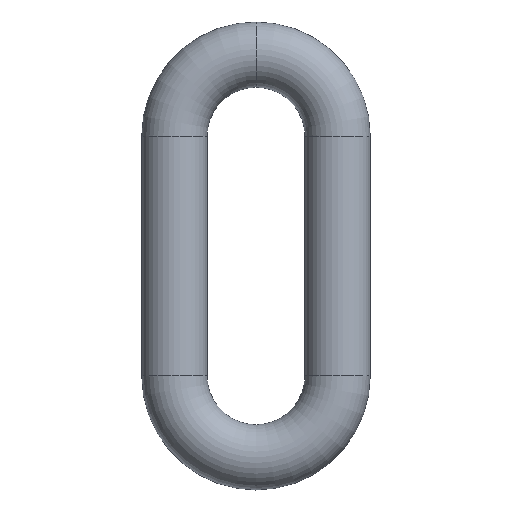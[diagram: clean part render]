
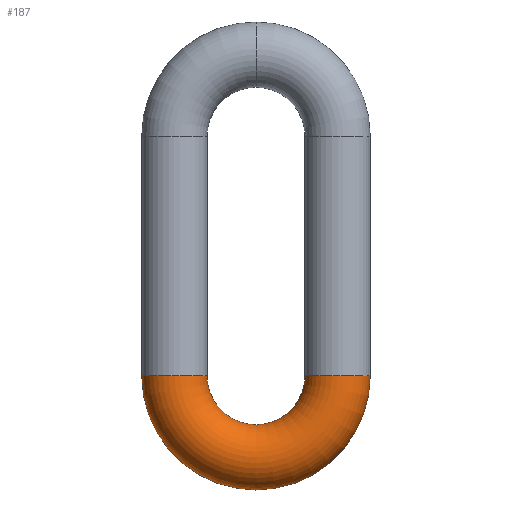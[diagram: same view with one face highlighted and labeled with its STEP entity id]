
A CAD part, front view. The second image highlights one B-rep face of the part: STEP entity #187.
In plain terms, the highlighted toroidal (fillet/blend) face has major radius 7.5 mm and minor radius 3 mm.
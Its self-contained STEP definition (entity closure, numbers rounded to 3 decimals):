
#54 = CIRCLE ( 'NONE', #56, 3. ) ;
#56 = AXIS2_PLACEMENT_3D ( 'NONE', #60, #61, #62 ) ;
#57 = DIRECTION ( 'NONE',  ( 0., 1., 0. ) ) ;
#60 = CARTESIAN_POINT ( 'NONE',  ( 7.5, 0., -11. ) ) ;
#61 = DIRECTION ( 'NONE',  ( 0., 0., -1. ) ) ;
#62 = DIRECTION ( 'NONE',  ( -1., 0., 0. ) ) ;
#76 = CARTESIAN_POINT ( 'NONE',  ( 10.5, 0., -11. ) ) ;
#78 = CARTESIAN_POINT ( 'NONE',  ( -10.5, 0., -11. ) ) ;
#79 = CARTESIAN_POINT ( 'NONE',  ( -4.5, 0., -11. ) ) ;
#85 = CARTESIAN_POINT ( 'NONE',  ( 4.5, 0., -11. ) ) ;
#88 = CARTESIAN_POINT ( 'NONE',  ( 0., 0., -11. ) ) ;
#102 = DIRECTION ( 'NONE',  ( 0., 0., 1. ) ) ;
#126 = DIRECTION ( 'NONE',  ( 0., 0., 1. ) ) ;
#129 = DIRECTION ( 'NONE',  ( 0., 1., 0. ) ) ;
#132 = CARTESIAN_POINT ( 'NONE',  ( 0., 0., -11. ) ) ;
#146 = DIRECTION ( 'NONE',  ( 0., 0., 1. ) ) ;
#147 = DIRECTION ( 'NONE',  ( 0., 1., 0. ) ) ;
#148 = CARTESIAN_POINT ( 'NONE',  ( 0., 0., -11. ) ) ;
#153 = DIRECTION ( 'NONE',  ( 1., 0., 0. ) ) ;
#156 = DIRECTION ( 'NONE',  ( 0., 0., 1. ) ) ;
#157 = CARTESIAN_POINT ( 'NONE',  ( -7.5, 0., -11. ) ) ;
#179 = EDGE_CURVE ( 'NONE', #301, #293, #54, .T. ) ;
#187 = ADVANCED_FACE ( 'NONE', ( #279 ), #221, .T. ) ;
#188 = EDGE_CURVE ( 'NONE', #293, #298, #214, .T. ) ;
#189 = EDGE_CURVE ( 'NONE', #299, #298, #222, .T. ) ;
#193 = EDGE_CURVE ( 'NONE', #301, #299, #342, .T. ) ;
#214 = CIRCLE ( 'NONE', #223, 4.5 ) ;
#220 = AXIS2_PLACEMENT_3D ( 'NONE', #88, #57, #156 ) ;
#221 = TOROIDAL_SURFACE ( 'NONE', #220, 7.5, 3. ) ;
#222 = CIRCLE ( 'NONE', #224, 3. ) ;
#223 = AXIS2_PLACEMENT_3D ( 'NONE', #132, #129, #126 ) ;
#224 = AXIS2_PLACEMENT_3D ( 'NONE', #157, #102, #153 ) ;
#255 = ORIENTED_EDGE ( 'NONE', *, *, #193, .F. ) ;
#256 = ORIENTED_EDGE ( 'NONE', *, *, #179, .T. ) ;
#257 = ORIENTED_EDGE ( 'NONE', *, *, #189, .F. ) ;
#279 = FACE_OUTER_BOUND ( 'NONE', #306, .T. ) ;
#289 = ORIENTED_EDGE ( 'NONE', *, *, #188, .T. ) ;
#293 = VERTEX_POINT ( 'NONE', #85 ) ;
#298 = VERTEX_POINT ( 'NONE', #79 ) ;
#299 = VERTEX_POINT ( 'NONE', #78 ) ;
#301 = VERTEX_POINT ( 'NONE', #76 ) ;
#306 = EDGE_LOOP ( 'NONE', ( #255, #256, #289, #257 ) ) ;
#341 = AXIS2_PLACEMENT_3D ( 'NONE', #148, #147, #146 ) ;
#342 = CIRCLE ( 'NONE', #341, 10.5 ) ;
